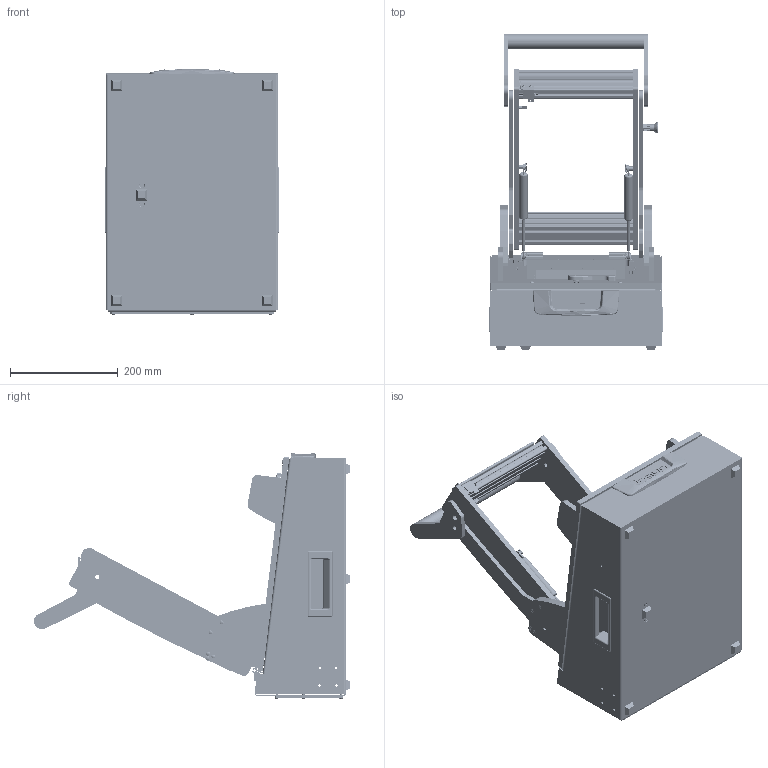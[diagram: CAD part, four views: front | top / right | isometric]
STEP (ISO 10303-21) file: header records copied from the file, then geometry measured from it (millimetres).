
FILE_DESCRIPTION (( 'STEP AP214' ), '1' );
FILE_NAME ('INGUN_31730_open.STEP', '2023-01-11T13:29:54', ( '' ), ( '' ), 'SwSTEP 2.0', 'SolidWorks 2021', '' );
FILE_SCHEMA (( 'AUTOMOTIVE_DESIGN' ));
Length unit declared in the file: millimetre
Products named in the file (93): 35662~11_S; 109950~0_KUNDE<S>; 35663~9_S; 35334~0_S; ISO7380~n_M05,0x008; 30758_02~0_S; 39894~2_KUNDE<S>; DIN7991~n_M03,0x016 VA; DIN7991~n_M05,0x012; 109769~1_offen<S>; 47523~0_S; 31765~4_S; ASR~asr_拱04,2x07x拌8; DIN6325~n_03,0m6x010; 31767~3_S; 39893~3_KUNDE<S>; ISO7380~n_M04,0x012; 109948~0_KUNDE<S>; 2281~0_180ø<Standard>; 114566~0_S; 109949~0_KUNDE<S>; INGUN_31730_open; 32587~5_S; 8804~0; DIN6325~n_02,0m6x020; DIN125~n_04,3 M04,0; 53837~3_KUNDE<S>; 21332_01~0; 109128~0_offen <S>; 35097~0; 36201~3_S; ISO7380~n_M04,0x020; DIN912~n_M04,0x016; 31109~0; 53032~0_S; 32724~1; DIN125~n_05,3 M05,0 Fase; 39892~7_KUNDE<S>; 21332~0_MA 2112<Standard>; 53836~2_KUNDE<S> ...
Assembly tree (199 placements, depth 6):
  INGUN_31730_open
    31765~4_S
      32334~6
      30758~0_S  x2
        30758_01~0_S
        30758_02~0_S
        38564~0
      20902~0
      21332~0_MA 2112<Standard>
        21332_02~0
        21332_01~0
      31767~3_S
      2720~0  x5
      53032~0_S
      32171~0_S
      35334~0_S
      ISO7380~n_M04,0x012  x4
      32462~0_S
      8804~0
      DIN7991~n_M05,0x016
      DIN7991~n_M05,0x012  x2
      DIN985-A2~n_M05,0  x3
      DIN125~n_05,3 M05,0 Fase  x2
    36170~11_KUNDE offen<S>
      109769~1_offen<S>
        36174~15
        36175~4_S
        35662~11_S
        35663~9_S
        2281~0_180ø<Standard>  x2
          2281~0
        112064~0_S  x2
        53031~0_S
        35649~1_S
        37189~1_S
        31253~0_S
        30955~0_S
        30915~0
        ASR~asr_拱04,2x07x拌8  x2
        2528~0  x2
        31109~0
        36201~3_S
        DIN7991~n_M05,0x020  x6
        DIN6325~n_04,0m6x016  x2
        DIN6325~n_03,0m6x010  x4
        DIN7991~n_M05,0x016  x12
        DIN125~n_05,3 M05,0 Fase  x4
        DIN985-A2~n_M05,0  x4
        DIN6325~n_04,0m6x024
        DIN7991~n_M03,0x016 VA  x2
        DIN912~n_M04,0x012
        DIN6325~n_02,0m6x020
        ISO7380~n_M05,0x008  x2
        114566~0_S  x2
          112087~1_S
            111995~1_S
            112086~2_S
            DIN125~n_05,3 M05,0 Fase
          49317~0
          DIN912~n_M04,0x016
Bounding box: 324.6 x 588.12 x 458.02 mm (x, y, z)
Volume: 3836219 mm3; surface area: 2039560.2 mm2
Topology: 201 solids, 201 shells, 5263 faces, 13284 edges, 8448 vertices
Faces by surface type: cylinder 2141, plane 2021, cone 691, bspline 223, sphere 96, torus 91
Entity records: 110791 total; most frequent: CARTESIAN_POINT 26964, DIRECTION 16810, ORIENTED_EDGE 15748, EDGE_CURVE 7874, AXIS2_PLACEMENT_3D 6276, VERTEX_POINT 5071, VECTOR 4258, LINE 4258
